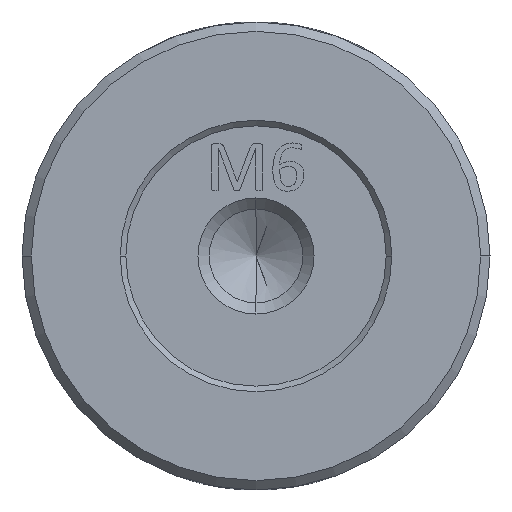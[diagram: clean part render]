
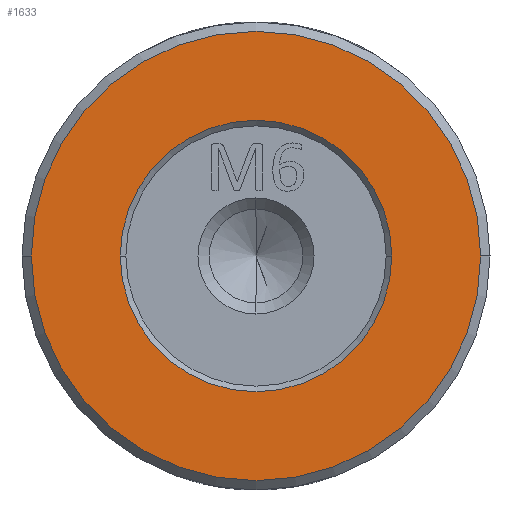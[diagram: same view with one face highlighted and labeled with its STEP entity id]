
A CAD part, left-side view. The second image highlights one B-rep face of the part: STEP entity #1633.
In plain terms, the highlighted planar face has unit normal (-1, 0, 0).
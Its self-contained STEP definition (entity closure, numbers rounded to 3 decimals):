
#68 = EDGE_LOOP ( 'NONE', ( #1689, #10321 ) ) ;
#91 = VERTEX_POINT ( 'NONE', #10062 ) ;
#601 = CARTESIAN_POINT ( 'NONE',  ( -41.529, 13.516, 3.688 ) ) ;
#621 = CIRCLE ( 'NONE', #4856, 7.25 ) ;
#652 = VERTEX_POINT ( 'NONE', #13309 ) ;
#805 = CARTESIAN_POINT ( 'NONE',  ( -41.529, 13.516, 3.688 ) ) ;
#959 = ORIENTED_EDGE ( 'NONE', *, *, #12010, .T. ) ;
#1633 = ADVANCED_FACE ( 'NONE', ( #13645, #13577 ), #10595, .T. ) ;
#1689 = ORIENTED_EDGE ( 'NONE', *, *, #9530, .T. ) ;
#1787 = DIRECTION ( 'NONE',  ( 0., -1., 0. ) ) ;
#1996 = CIRCLE ( 'NONE', #8037, 7.25 ) ;
#2025 = EDGE_CURVE ( 'NONE', #5078, #91, #621, .T. ) ;
#2913 = DIRECTION ( 'NONE',  ( -1., 0., 0. ) ) ;
#3354 = DIRECTION ( 'NONE',  ( 0., -1., 0. ) ) ;
#3398 = VERTEX_POINT ( 'NONE', #5989 ) ;
#3520 = AXIS2_PLACEMENT_3D ( 'NONE', #601, #8154, #1787 ) ;
#3623 = DIRECTION ( 'NONE',  ( 0., -1., 0. ) ) ;
#4856 = AXIS2_PLACEMENT_3D ( 'NONE', #6727, #6584, #10846 ) ;
#5009 = CIRCLE ( 'NONE', #9042, 12. ) ;
#5078 = VERTEX_POINT ( 'NONE', #10158 ) ;
#5205 = DIRECTION ( 'NONE',  ( 0., 1., 0. ) ) ;
#5989 = CARTESIAN_POINT ( 'NONE',  ( -41.529, 25.516, 3.688 ) ) ;
#6584 = DIRECTION ( 'NONE',  ( 1., 0., 0. ) ) ;
#6727 = CARTESIAN_POINT ( 'NONE',  ( -41.529, 13.516, 3.688 ) ) ;
#6916 = DIRECTION ( 'NONE',  ( -1., 0., 0. ) ) ;
#7824 = AXIS2_PLACEMENT_3D ( 'NONE', #805, #2913, #5205 ) ;
#8037 = AXIS2_PLACEMENT_3D ( 'NONE', #12629, #8463, #3354 ) ;
#8154 = DIRECTION ( 'NONE',  ( -1., 0., 0. ) ) ;
#8463 = DIRECTION ( 'NONE',  ( 1., 0., 0. ) ) ;
#9042 = AXIS2_PLACEMENT_3D ( 'NONE', #13183, #6916, #3623 ) ;
#9106 = EDGE_CURVE ( 'NONE', #652, #3398, #9547, .T. ) ;
#9530 = EDGE_CURVE ( 'NONE', #91, #5078, #1996, .T. ) ;
#9547 = CIRCLE ( 'NONE', #3520, 12. ) ;
#10062 = CARTESIAN_POINT ( 'NONE',  ( -41.529, 6.266, 3.688 ) ) ;
#10158 = CARTESIAN_POINT ( 'NONE',  ( -41.529, 20.766, 3.688 ) ) ;
#10321 = ORIENTED_EDGE ( 'NONE', *, *, #2025, .T. ) ;
#10595 = PLANE ( 'NONE',  #7824 ) ;
#10846 = DIRECTION ( 'NONE',  ( 0., -1., 0. ) ) ;
#12010 = EDGE_CURVE ( 'NONE', #3398, #652, #5009, .T. ) ;
#12629 = CARTESIAN_POINT ( 'NONE',  ( -41.529, 13.516, 3.688 ) ) ;
#13183 = CARTESIAN_POINT ( 'NONE',  ( -41.529, 13.516, 3.688 ) ) ;
#13309 = CARTESIAN_POINT ( 'NONE',  ( -41.529, 1.516, 3.688 ) ) ;
#13577 = FACE_OUTER_BOUND ( 'NONE', #13607, .T. ) ;
#13607 = EDGE_LOOP ( 'NONE', ( #959, #13794 ) ) ;
#13645 = FACE_BOUND ( 'NONE', #68, .T. ) ;
#13794 = ORIENTED_EDGE ( 'NONE', *, *, #9106, .T. ) ;
